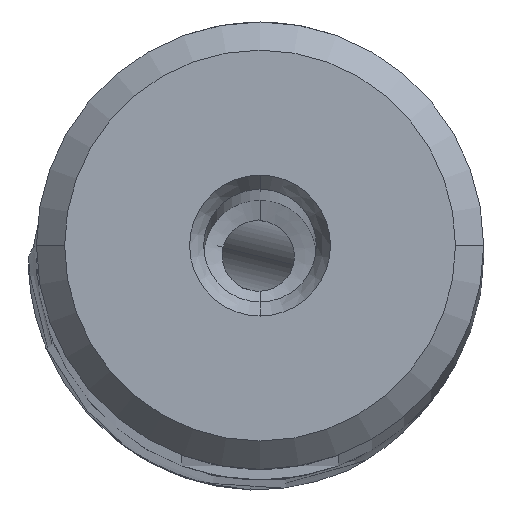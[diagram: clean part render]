
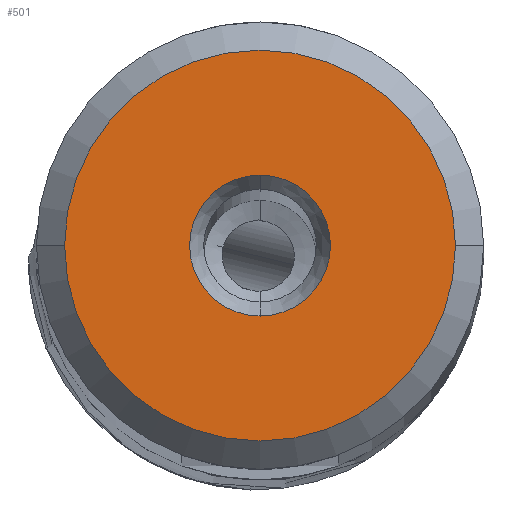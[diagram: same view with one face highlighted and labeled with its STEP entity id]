
A CAD part, top view. The second image highlights one B-rep face of the part: STEP entity #501.
In plain terms, the highlighted planar face has unit normal (0, 0, 1).
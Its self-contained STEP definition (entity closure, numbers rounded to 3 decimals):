
#501=ADVANCED_FACE('',(#637,#638),#603,.T.);
#603=PLANE('',#1916);
#637=FACE_BOUND('',#649,.T.);
#638=FACE_BOUND('',#650,.T.);
#649=EDGE_LOOP('',(#757,#758,#759));
#650=EDGE_LOOP('',(#760,#761));
#757=ORIENTED_EDGE('',*,*,#1486,.F.);
#758=ORIENTED_EDGE('',*,*,#1487,.F.);
#759=ORIENTED_EDGE('',*,*,#1488,.F.);
#760=ORIENTED_EDGE('',*,*,#1489,.F.);
#761=ORIENTED_EDGE('',*,*,#1490,.F.);
#1307=VERTEX_POINT('',#2642);
#1308=VERTEX_POINT('',#2643);
#1309=VERTEX_POINT('',#2645);
#1310=VERTEX_POINT('',#2648);
#1311=VERTEX_POINT('',#2649);
#1486=EDGE_CURVE('',#1307,#1308,#1761,.T.);
#1487=EDGE_CURVE('',#1309,#1307,#1762,.T.);
#1488=EDGE_CURVE('',#1308,#1309,#1763,.T.);
#1489=EDGE_CURVE('',#1310,#1311,#1764,.T.);
#1490=EDGE_CURVE('',#1311,#1310,#1765,.T.);
#1761=CIRCLE('',#1911,6.937);
#1762=CIRCLE('',#1912,6.937);
#1763=CIRCLE('',#1913,6.937);
#1764=CIRCLE('',#1914,2.5);
#1765=CIRCLE('',#1915,2.5);
#1911=AXIS2_PLACEMENT_3D('',#2641,#2132,#2133);
#1912=AXIS2_PLACEMENT_3D('',#2644,#2134,#2135);
#1913=AXIS2_PLACEMENT_3D('',#2646,#2136,#2137);
#1914=AXIS2_PLACEMENT_3D('',#2647,#2138,#2139);
#1915=AXIS2_PLACEMENT_3D('',#2650,#2140,#2141);
#1916=AXIS2_PLACEMENT_3D('',#2651,#2142,#2143);
#2132=DIRECTION('',(0.,0.,-1.));
#2133=DIRECTION('',(-1.,0.,0.));
#2134=DIRECTION('',(0.,0.,-1.));
#2135=DIRECTION('',(0.,-1.,0.));
#2136=DIRECTION('',(0.,0.,-1.));
#2137=DIRECTION('',(1.,0.,0.));
#2138=DIRECTION('',(0.,0.,1.));
#2139=DIRECTION('',(0.,1.,0.));
#2140=DIRECTION('',(0.,0.,1.));
#2141=DIRECTION('',(0.,-1.,0.));
#2142=DIRECTION('',(0.,0.,1.));
#2143=DIRECTION('',(-1.,0.,0.));
#2641=CARTESIAN_POINT('',(0.,0.,0.));
#2642=CARTESIAN_POINT('',(-6.937,0.,0.));
#2643=CARTESIAN_POINT('',(6.937,0.,0.));
#2644=CARTESIAN_POINT('',(0.,0.,0.));
#2645=CARTESIAN_POINT('',(0.,-6.937,0.));
#2646=CARTESIAN_POINT('',(0.,0.,0.));
#2647=CARTESIAN_POINT('',(0.,0.,0.));
#2648=CARTESIAN_POINT('',(0.,2.5,0.));
#2649=CARTESIAN_POINT('',(0.,-2.5,0.));
#2650=CARTESIAN_POINT('',(0.,0.,0.));
#2651=CARTESIAN_POINT('',(0.,0.,0.));
